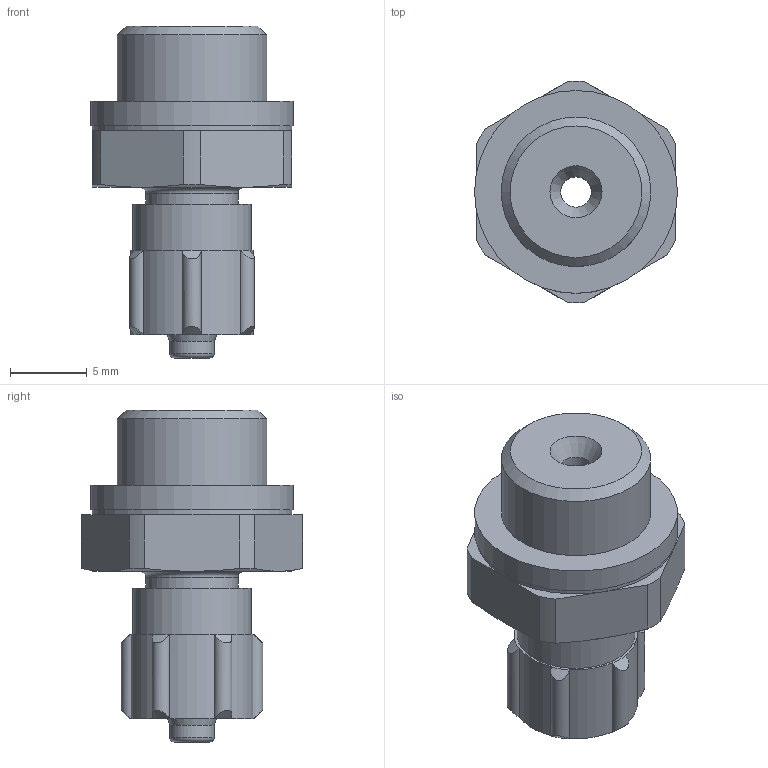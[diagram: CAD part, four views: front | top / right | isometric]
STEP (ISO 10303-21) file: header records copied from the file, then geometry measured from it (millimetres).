
FILE_DESCRIPTION(/* description */ ('STEP AP214'),/* implementation_level */ '2;1');
FILE_NAME(/* name */ '3563_CK-1_8-PK-3',/* time_stamp */ '2024-08-05T17:30:58+02:00',/* author */ ('License CC BY-ND 4.0'),/* organization */ ('CADENAS'),/* preprocessor_version */ 'ST-DEVELOPER v19.3',/* originating_system */ 'PARTsolutions',/* authorisation */ ' ');
FILE_SCHEMA (('AUTOMOTIVE_DESIGN {1 0 10303 214 3 1 1}'));
Length unit declared in the file: millimetre
Products named in the file (1): 3563 CK-1/8-PK-3
Bounding box: 13.2 x 14.39 x 21.6 mm (x, y, z)
Volume: 1523.4 mm3; surface area: 1223.9 mm2
Topology: 1 solids, 1 shells, 75 faces, 177 edges, 111 vertices
Faces by surface type: cylinder 28, cone 23, plane 21, torus 3
Full cylindrical faces by diameter (mm): 2 x1, 2.9 x1, 3.4 x1, 4.4 x1, 5.188 x1, 6 x1, 7.7 x1, 9.728 x1, 13 x1, 13.2 x1
Entity records: 2697 total; most frequent: CARTESIAN_POINT 462, DIRECTION 382, ORIENTED_EDGE 314, AXIS2_PLACEMENT_3D 173, EDGE_CURVE 157, VERTEX_POINT 109, EDGE_LOOP 102, FACE_BOUND 102
